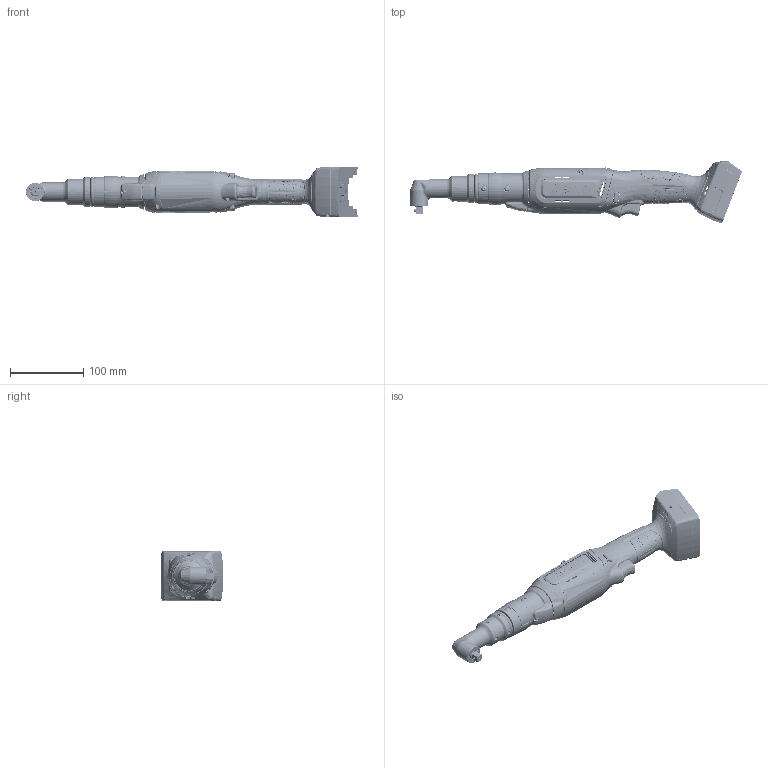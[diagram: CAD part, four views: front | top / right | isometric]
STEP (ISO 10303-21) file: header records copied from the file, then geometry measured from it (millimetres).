
FILE_DESCRIPTION((''),'2;1');
FILE_NAME('CLBA083-1_SW0003','2024-03-22T11:38:24',('QC717'),(''),'CREO PARAMETRIC BY PTC INC, 2022014','CREO PARAMETRIC BY PTC INC, 2022014','');
FILE_SCHEMA(('CONFIG_CONTROL_DESIGN'));
Length unit declared in the file: millimetre
Products named in the file (1): CLBA083-1_SW0003
Bounding box: 452.86 x 85.77 x 69.56 mm (x, y, z)
Surface area: 213623.9 mm2 (no closed solid volume)
Topology: 0 solids, 375 shells, 7615 faces, 29229 edges, 21064 vertices
Faces by surface type: bspline 3570, plane 1779, cylinder 1486, cone 343, torus 195, extrusion 160, sphere 82
Entity records: 550750 total; most frequent: CARTESIAN_POINT 351440, ORIENTED_EDGE 42840, EDGE_CURVE 29210, DIRECTION 28875, VERTEX_POINT 21064, B_SPLINE_CURVE_WITH_KNOTS 14294, AXIS2_PLACEMENT_3D 9754, VECTOR 9367
